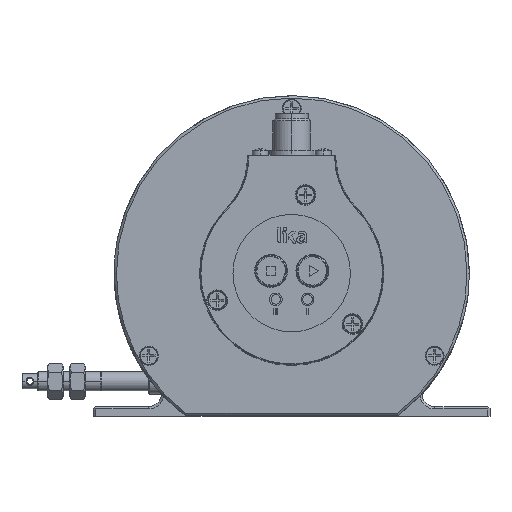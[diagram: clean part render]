
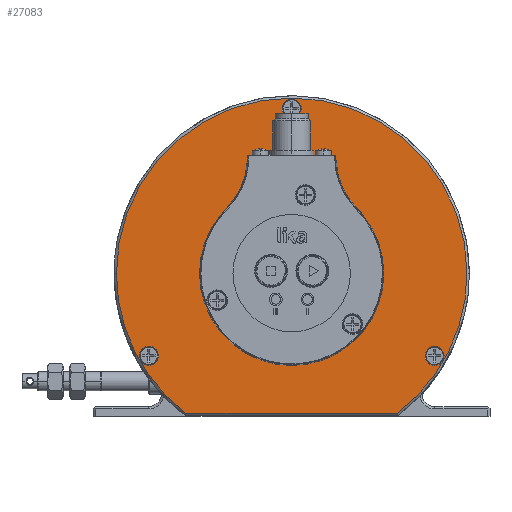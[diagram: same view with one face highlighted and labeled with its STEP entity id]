
A CAD part, top view. The second image highlights one B-rep face of the part: STEP entity #27083.
In plain terms, the highlighted planar face has unit normal (0, 0, 1).
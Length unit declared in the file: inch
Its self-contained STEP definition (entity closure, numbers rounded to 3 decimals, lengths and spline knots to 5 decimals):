
#174 = DIRECTION ( 'NONE',  ( 0., 0., 1. ) ) ;
#909 = FACE_BOUND ( 'NONE', #43508, .T. ) ;
#977 = CARTESIAN_POINT ( 'NONE',  ( 0., 2.04724, 0.09843 ) ) ;
#1606 = DIRECTION ( 'NONE',  ( 0., 0., -1. ) ) ;
#2350 = CIRCLE ( 'NONE', #7856, 1.05906 ) ;
#3225 = VERTEX_POINT ( 'NONE', #40849 ) ;
#3687 = AXIS2_PLACEMENT_3D ( 'NONE', #13048, #3737, #18902 ) ;
#3737 = DIRECTION ( 'NONE',  ( 0., 0., 1. ) ) ;
#5071 = PLANE ( 'NONE',  #31731 ) ;
#6169 = CIRCLE ( 'NONE', #22659, 2.1752 ) ;
#6253 = EDGE_CURVE ( 'NONE', #39935, #33450, #49546, .T. ) ;
#7126 = CARTESIAN_POINT ( 'NONE',  ( 1.77297, -1.02362, 0.09843 ) ) ;
#7277 = CARTESIAN_POINT ( 'NONE',  ( -1.313, -1.73425, 0.09843 ) ) ;
#7856 = AXIS2_PLACEMENT_3D ( 'NONE', #16632, #57625, #22138 ) ;
#7980 = EDGE_CURVE ( 'NONE', #65215, #41525, #19308, .T. ) ;
#8085 = VERTEX_POINT ( 'NONE', #65956 ) ;
#8133 = EDGE_LOOP ( 'NONE', ( #17679, #36577 ) ) ;
#8365 = CARTESIAN_POINT ( 'NONE',  ( -1.65486, -1.02362, 0.09843 ) ) ;
#9100 = EDGE_LOOP ( 'NONE', ( #63869, #61835 ) ) ;
#10058 = ORIENTED_EDGE ( 'NONE', *, *, #62826, .T. ) ;
#10727 = ORIENTED_EDGE ( 'NONE', *, *, #21912, .T. ) ;
#11243 = FACE_BOUND ( 'NONE', #8133, .T. ) ;
#11527 = AXIS2_PLACEMENT_3D ( 'NONE', #41472, #35610, #40446 ) ;
#12000 = CARTESIAN_POINT ( 'NONE',  ( -2.17518, -0.00005, 0.09843 ) ) ;
#13048 = CARTESIAN_POINT ( 'NONE',  ( 0.00002, -0.00005, 0.09843 ) ) ;
#13710 = AXIS2_PLACEMENT_3D ( 'NONE', #27227, #64385, #43729 ) ;
#15750 = CARTESIAN_POINT ( 'NONE',  ( 0., 0., 0.09843 ) ) ;
#16632 = CARTESIAN_POINT ( 'NONE',  ( 0., 0., 0.09843 ) ) ;
#16754 = DIRECTION ( 'NONE',  ( 1., 0., 0. ) ) ;
#17679 = ORIENTED_EDGE ( 'NONE', *, *, #7980, .T. ) ;
#18026 = AXIS2_PLACEMENT_3D ( 'NONE', #7126, #1606, #32286 ) ;
#18902 = DIRECTION ( 'NONE',  ( 1., 0., 0. ) ) ;
#19308 = CIRCLE ( 'NONE', #40206, 0.11811 ) ;
#19927 = VERTEX_POINT ( 'NONE', #7277 ) ;
#20191 = EDGE_CURVE ( 'NONE', #19927, #38227, #58450, .T. ) ;
#21380 = DIRECTION ( 'NONE',  ( 0., 0., -1. ) ) ;
#21912 = EDGE_CURVE ( 'NONE', #49735, #31589, #29120, .T. ) ;
#21934 = AXIS2_PLACEMENT_3D ( 'NONE', #48545, #59563, #48209 ) ;
#21945 = DIRECTION ( 'NONE',  ( 1., 0., 0. ) ) ;
#22138 = DIRECTION ( 'NONE',  ( 1., 0., 0. ) ) ;
#22659 = AXIS2_PLACEMENT_3D ( 'NONE', #31742, #42399, #62716 ) ;
#23493 = CIRCLE ( 'NONE', #3687, 2.1752 ) ;
#24105 = CIRCLE ( 'NONE', #32886, 2.1752 ) ;
#24750 = ORIENTED_EDGE ( 'NONE', *, *, #62559, .T. ) ;
#24821 = EDGE_LOOP ( 'NONE', ( #10727, #48314 ) ) ;
#25067 = ORIENTED_EDGE ( 'NONE', *, *, #29478, .T. ) ;
#25762 = CIRCLE ( 'NONE', #18026, 0.11811 ) ;
#26427 = CARTESIAN_POINT ( 'NONE',  ( -1.77297, -1.02362, 0.09843 ) ) ;
#27042 = CARTESIAN_POINT ( 'NONE',  ( 0.00002, -0.00005, 0.09843 ) ) ;
#27083 = ADVANCED_FACE ( 'NONE', ( #36420, #909, #11243, #48105, #36760 ), #5071, .T. ) ;
#27110 = DIRECTION ( 'NONE',  ( 0., 0., 1. ) ) ;
#27227 = CARTESIAN_POINT ( 'NONE',  ( 0., 0., 0.09843 ) ) ;
#29107 = CARTESIAN_POINT ( 'NONE',  ( -1.05906, 0., 0.09843 ) ) ;
#29120 = CIRCLE ( 'NONE', #13710, 1.05906 ) ;
#29478 = EDGE_CURVE ( 'NONE', #38227, #62672, #24105, .T. ) ;
#30291 = ORIENTED_EDGE ( 'NONE', *, *, #6253, .T. ) ;
#31315 = DIRECTION ( 'NONE',  ( 1., 0., 0. ) ) ;
#31341 = CARTESIAN_POINT ( 'NONE',  ( 1.89108, -1.02362, 0.09843 ) ) ;
#31589 = VERTEX_POINT ( 'NONE', #29107 ) ;
#31731 = AXIS2_PLACEMENT_3D ( 'NONE', #15750, #27110, #16754 ) ;
#31742 = CARTESIAN_POINT ( 'NONE',  ( 0.00002, -0.00005, 0.09843 ) ) ;
#31946 = AXIS2_PLACEMENT_3D ( 'NONE', #54096, #21380, #42395 ) ;
#32143 = CIRCLE ( 'NONE', #42078, 0.11811 ) ;
#32286 = DIRECTION ( 'NONE',  ( 1., 0., 0. ) ) ;
#32886 = AXIS2_PLACEMENT_3D ( 'NONE', #27042, #174, #47696 ) ;
#33401 = CARTESIAN_POINT ( 'NONE',  ( 1.31298, -1.73426, 0.09843 ) ) ;
#33450 = VERTEX_POINT ( 'NONE', #31341 ) ;
#34580 = VECTOR ( 'NONE', #21945, 39.37008 ) ;
#35610 = DIRECTION ( 'NONE',  ( 0., 0., -1. ) ) ;
#36420 = FACE_BOUND ( 'NONE', #24821, .T. ) ;
#36471 = CARTESIAN_POINT ( 'NONE',  ( -1.89108, -1.02362, 0.09843 ) ) ;
#36577 = ORIENTED_EDGE ( 'NONE', *, *, #50946, .T. ) ;
#36760 = FACE_OUTER_BOUND ( 'NONE', #64132, .T. ) ;
#37122 = CARTESIAN_POINT ( 'NONE',  ( 2.17521, -0.00005, 0.09843 ) ) ;
#37312 = CIRCLE ( 'NONE', #21934, 0.11811 ) ;
#38227 = VERTEX_POINT ( 'NONE', #33401 ) ;
#39249 = EDGE_CURVE ( 'NONE', #8085, #3225, #57761, .T. ) ;
#39935 = VERTEX_POINT ( 'NONE', #59606 ) ;
#40206 = AXIS2_PLACEMENT_3D ( 'NONE', #26427, #52927, #63578 ) ;
#40273 = ORIENTED_EDGE ( 'NONE', *, *, #20191, .T. ) ;
#40446 = DIRECTION ( 'NONE',  ( 1., 0., 0. ) ) ;
#40686 = CARTESIAN_POINT ( 'NONE',  ( 1.05906, 0., 0.09843 ) ) ;
#40849 = CARTESIAN_POINT ( 'NONE',  ( -0.11811, 2.04724, 0.09843 ) ) ;
#41472 = CARTESIAN_POINT ( 'NONE',  ( 0., 2.04724, 0.09843 ) ) ;
#41525 = VERTEX_POINT ( 'NONE', #36471 ) ;
#42064 = EDGE_CURVE ( 'NONE', #56100, #19927, #6169, .T. ) ;
#42078 = AXIS2_PLACEMENT_3D ( 'NONE', #977, #47832, #31315 ) ;
#42395 = DIRECTION ( 'NONE',  ( 1., 0., 0. ) ) ;
#42399 = DIRECTION ( 'NONE',  ( 0., 0., 1. ) ) ;
#43508 = EDGE_LOOP ( 'NONE', ( #10058, #30291 ) ) ;
#43729 = DIRECTION ( 'NONE',  ( 1., 0., 0. ) ) ;
#44293 = CARTESIAN_POINT ( 'NONE',  ( 0., -1.73425, 0.09843 ) ) ;
#47696 = DIRECTION ( 'NONE',  ( 1., 0., 0. ) ) ;
#47832 = DIRECTION ( 'NONE',  ( 0., 0., -1. ) ) ;
#48105 = FACE_BOUND ( 'NONE', #9100, .T. ) ;
#48209 = DIRECTION ( 'NONE',  ( 1., 0., 0. ) ) ;
#48314 = ORIENTED_EDGE ( 'NONE', *, *, #53481, .T. ) ;
#48545 = CARTESIAN_POINT ( 'NONE',  ( -1.77297, -1.02362, 0.09843 ) ) ;
#49546 = CIRCLE ( 'NONE', #31946, 0.11811 ) ;
#49735 = VERTEX_POINT ( 'NONE', #40686 ) ;
#50946 = EDGE_CURVE ( 'NONE', #41525, #65215, #37312, .T. ) ;
#52927 = DIRECTION ( 'NONE',  ( 0., 0., -1. ) ) ;
#53481 = EDGE_CURVE ( 'NONE', #31589, #49735, #2350, .T. ) ;
#54096 = CARTESIAN_POINT ( 'NONE',  ( 1.77297, -1.02362, 0.09843 ) ) ;
#56052 = EDGE_CURVE ( 'NONE', #3225, #8085, #32143, .T. ) ;
#56100 = VERTEX_POINT ( 'NONE', #12000 ) ;
#57625 = DIRECTION ( 'NONE',  ( 0., 0., -1. ) ) ;
#57761 = CIRCLE ( 'NONE', #11527, 0.11811 ) ;
#58450 = LINE ( 'NONE', #44293, #34580 ) ;
#59563 = DIRECTION ( 'NONE',  ( 0., 0., -1. ) ) ;
#59606 = CARTESIAN_POINT ( 'NONE',  ( 1.65486, -1.02362, 0.09843 ) ) ;
#60944 = ORIENTED_EDGE ( 'NONE', *, *, #42064, .T. ) ;
#61835 = ORIENTED_EDGE ( 'NONE', *, *, #56052, .T. ) ;
#62559 = EDGE_CURVE ( 'NONE', #62672, #56100, #23493, .T. ) ;
#62672 = VERTEX_POINT ( 'NONE', #37122 ) ;
#62716 = DIRECTION ( 'NONE',  ( 1., 0., 0. ) ) ;
#62826 = EDGE_CURVE ( 'NONE', #33450, #39935, #25762, .T. ) ;
#63578 = DIRECTION ( 'NONE',  ( 1., 0., 0. ) ) ;
#63869 = ORIENTED_EDGE ( 'NONE', *, *, #39249, .T. ) ;
#64132 = EDGE_LOOP ( 'NONE', ( #25067, #24750, #60944, #40273 ) ) ;
#64385 = DIRECTION ( 'NONE',  ( 0., 0., -1. ) ) ;
#65215 = VERTEX_POINT ( 'NONE', #8365 ) ;
#65956 = CARTESIAN_POINT ( 'NONE',  ( 0.11811, 2.04724, 0.09843 ) ) ;
